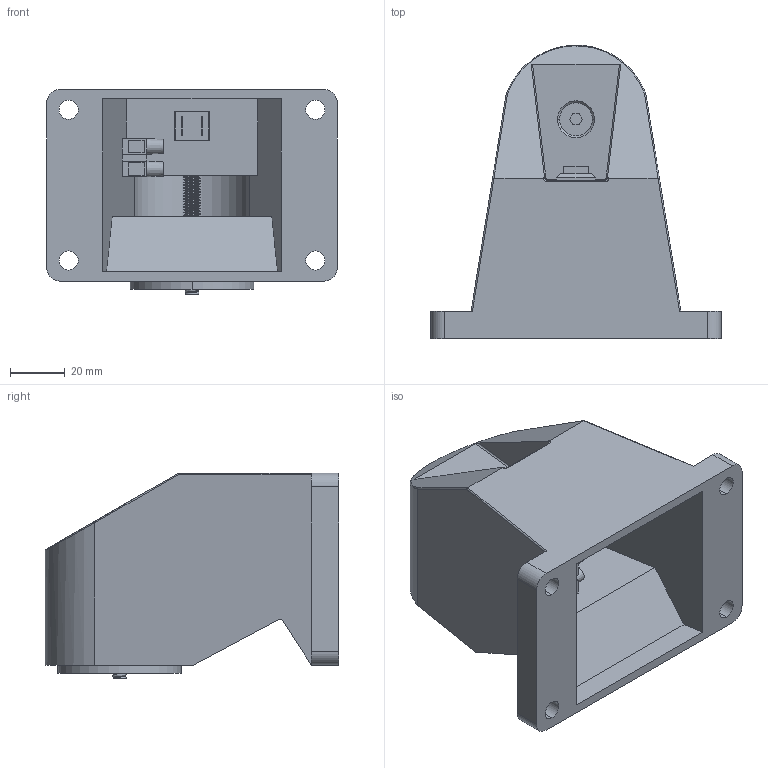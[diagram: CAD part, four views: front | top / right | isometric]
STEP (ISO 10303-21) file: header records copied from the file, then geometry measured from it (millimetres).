
FILE_DESCRIPTION (( 'STEP AP214' ), '1' );
FILE_NAME ('VMPO242484S.step', '2023-09-29T12:22:26', ( '' ), ( '' ), 'SwSTEP 2.0', 'SolidWorks 2020', '' );
FILE_SCHEMA (( 'AUTOMOTIVE_DESIGN' ));
Length unit declared in the file: millimetre
Products named in the file (1): VMPO242484S
Bounding box: 106 x 107.03 x 75 mm (x, y, z)
Volume: 217118.2 mm3; surface area: 74491.3 mm2
Topology: 7 solids, 7 shells, 358 faces, 891 edges, 574 vertices
Faces by surface type: plane 181, cylinder 138, cone 28, bspline 11
Entity records: 21569 total; most frequent: CARTESIAN_POINT 9286, ORIENTED_EDGE 1782, DIRECTION 1615, EDGE_CURVE 891, VERTEX_POINT 574, VECTOR 555, LINE 555, AXIS2_PLACEMENT_3D 530
